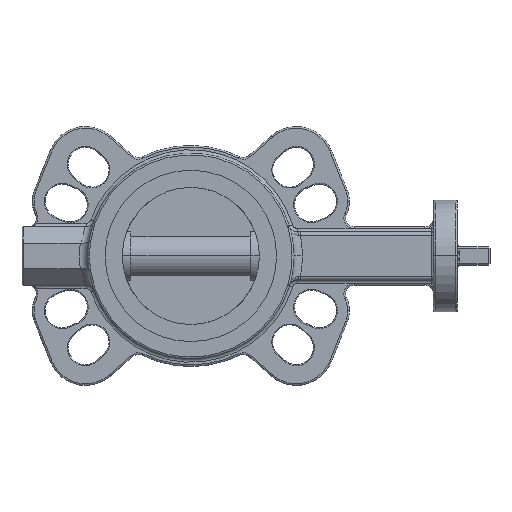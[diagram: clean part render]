
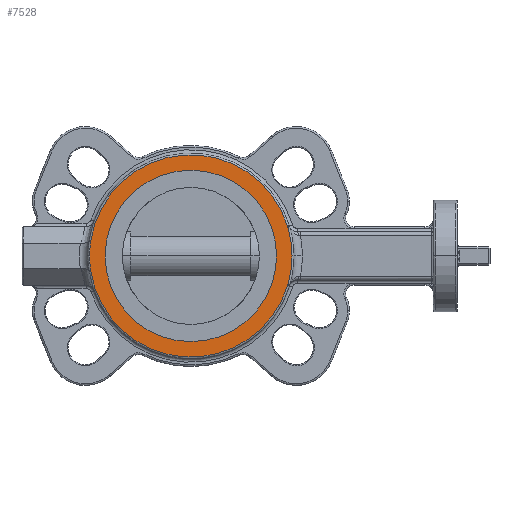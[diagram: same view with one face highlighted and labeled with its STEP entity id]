
A CAD part, top view. The second image highlights one B-rep face of the part: STEP entity #7528.
In plain terms, the highlighted planar face has unit normal (0, 0, 1).
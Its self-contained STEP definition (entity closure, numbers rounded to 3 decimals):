
#253 = B_SPLINE_CURVE_WITH_KNOTS ( 'NONE', 3,
 ( #15123, #2151, #2238, #15040 ),
 .UNSPECIFIED., .F., .F.,
 ( 4, 4 ),
 ( 0., 0. ),
 .UNSPECIFIED. ) ;
#295 = B_SPLINE_CURVE_WITH_KNOTS ( 'NONE', 3,
 ( #12640, #5942, #16321, #8697 ),
 .UNSPECIFIED., .F., .F.,
 ( 4, 4 ),
 ( 0., 0.001 ),
 .UNSPECIFIED. ) ;
#458 = CARTESIAN_POINT ( 'NONE',  ( 56.423, -17.246, 22.5 ) ) ;
#696 = AXIS2_PLACEMENT_3D ( 'NONE', #12043, #13440, #4269 ) ;
#795 = EDGE_CURVE ( 'NONE', #10637, #12543, #3913, .T. ) ;
#853 = DIRECTION ( 'NONE',  ( 0., 0., 1. ) ) ;
#1022 = EDGE_CURVE ( 'NONE', #15125, #10748, #10005, .T. ) ;
#1235 = CARTESIAN_POINT ( 'NONE',  ( -58.407, 8.49, 22.5 ) ) ;
#1387 = ORIENTED_EDGE ( 'NONE', *, *, #3358, .T. ) ;
#1514 = AXIS2_PLACEMENT_3D ( 'NONE', #4736, #14942, #15105 ) ;
#1584 = CARTESIAN_POINT ( 'NONE',  ( 56.604, 16.715, 22.5 ) ) ;
#2151 = CARTESIAN_POINT ( 'NONE',  ( 56.573, -16.814, 22.5 ) ) ;
#2207 = VERTEX_POINT ( 'NONE', #9628 ) ;
#2238 = CARTESIAN_POINT ( 'NONE',  ( 56.59, -16.765, 22.5 ) ) ;
#2620 = DIRECTION ( 'NONE',  ( 0., 0., 1. ) ) ;
#2801 = VERTEX_POINT ( 'NONE', #14838 ) ;
#2852 = CARTESIAN_POINT ( 'NONE',  ( -58.407, -8.49, 22.5 ) ) ;
#3358 = EDGE_CURVE ( 'NONE', #13670, #7290, #5667, .T. ) ;
#3399 = CARTESIAN_POINT ( 'NONE',  ( 0., 0., 22.5 ) ) ;
#3448 = CARTESIAN_POINT ( 'NONE',  ( 0., 50., 22.5 ) ) ;
#3480 = DIRECTION ( 'NONE',  ( 1., 0., 0. ) ) ;
#3501 = CARTESIAN_POINT ( 'NONE',  ( 0., 0., 22.5 ) ) ;
#3528 = FACE_OUTER_BOUND ( 'NONE', #8130, .T. ) ;
#3585 = DIRECTION ( 'NONE',  ( 0., 0., -1. ) ) ;
#3776 = CARTESIAN_POINT ( 'NONE',  ( 0., 0., 22.5 ) ) ;
#3913 = CIRCLE ( 'NONE', #1514, 59. ) ;
#3982 = CIRCLE ( 'NONE', #8772, 50. ) ;
#4244 = AXIS2_PLACEMENT_3D ( 'NONE', #3448, #853, #8630 ) ;
#4269 = DIRECTION ( 'NONE',  ( 1., 0., 0. ) ) ;
#4400 = ORIENTED_EDGE ( 'NONE', *, *, #5750, .T. ) ;
#4475 = VERTEX_POINT ( 'NONE', #5133 ) ;
#4668 = CARTESIAN_POINT ( 'NONE',  ( 50., 0., 22.5 ) ) ;
#4736 = CARTESIAN_POINT ( 'NONE',  ( 0., 0., 22.5 ) ) ;
#4862 = ORIENTED_EDGE ( 'NONE', *, *, #795, .T. ) ;
#4931 = EDGE_CURVE ( 'NONE', #2207, #7780, #7911, .T. ) ;
#5133 = CARTESIAN_POINT ( 'NONE',  ( -50., 0., 22.5 ) ) ;
#5352 = CARTESIAN_POINT ( 'NONE',  ( 56.555, 16.863, 22.5 ) ) ;
#5429 = AXIS2_PLACEMENT_3D ( 'NONE', #3776, #11396, #11307 ) ;
#5482 = AXIS2_PLACEMENT_3D ( 'NONE', #16119, #8591, #15210 ) ;
#5637 = DIRECTION ( 'NONE',  ( 1., 0., 0. ) ) ;
#5667 = CIRCLE ( 'NONE', #9662, 59.021 ) ;
#5676 = CIRCLE ( 'NONE', #6204, 59.021 ) ;
#5750 = EDGE_CURVE ( 'NONE', #11784, #10637, #295, .T. ) ;
#5942 = CARTESIAN_POINT ( 'NONE',  ( -58.362, -8.706, 22.5 ) ) ;
#6026 = ORIENTED_EDGE ( 'NONE', *, *, #1022, .T. ) ;
#6106 = VERTEX_POINT ( 'NONE', #4668 ) ;
#6204 = AXIS2_PLACEMENT_3D ( 'NONE', #11993, #14255, #5637 ) ;
#6240 = CARTESIAN_POINT ( 'NONE',  ( -58.322, 8.923, 22.5 ) ) ;
#6437 = CARTESIAN_POINT ( 'NONE',  ( 56.59, 16.765, 22.5 ) ) ;
#6460 = EDGE_CURVE ( 'NONE', #7780, #15125, #8474, .T. ) ;
#6506 = EDGE_LOOP ( 'NONE', ( #9432, #6745 ) ) ;
#6745 = ORIENTED_EDGE ( 'NONE', *, *, #14310, .T. ) ;
#7290 = VERTEX_POINT ( 'NONE', #9870 ) ;
#7332 = EDGE_CURVE ( 'NONE', #4475, #6106, #3982, .T. ) ;
#7388 = EDGE_CURVE ( 'NONE', #7290, #2207, #10442, .T. ) ;
#7413 = ORIENTED_EDGE ( 'NONE', *, *, #9753, .T. ) ;
#7528 = ADVANCED_FACE ( 'NONE', ( #3528, #8709 ), #13553, .T. ) ;
#7780 = VERTEX_POINT ( 'NONE', #16397 ) ;
#7911 = CIRCLE ( 'NONE', #696, 6. ) ;
#8130 = EDGE_LOOP ( 'NONE', ( #8846, #12062, #6026, #13139, #7413, #4400, #4862, #9173, #9008, #1387, #8935 ) ) ;
#8453 = CARTESIAN_POINT ( 'NONE',  ( 56.604, -16.715, 22.5 ) ) ;
#8474 = CIRCLE ( 'NONE', #14894, 59. ) ;
#8558 = DIRECTION ( 'NONE',  ( 0., 0., -1. ) ) ;
#8591 = DIRECTION ( 'NONE',  ( 0., 0., 1. ) ) ;
#8600 = DIRECTION ( 'NONE',  ( -1., 0., 0. ) ) ;
#8630 = DIRECTION ( 'NONE',  ( 1., 0., 0. ) ) ;
#8676 = CIRCLE ( 'NONE', #5482, 59.021 ) ;
#8697 = CARTESIAN_POINT ( 'NONE',  ( -58.288, -9.141, 22.5 ) ) ;
#8709 = FACE_BOUND ( 'NONE', #6506, .T. ) ;
#8772 = AXIS2_PLACEMENT_3D ( 'NONE', #3501, #3585, #8600 ) ;
#8820 = CARTESIAN_POINT ( 'NONE',  ( -58.362, 8.706, 22.5 ) ) ;
#8822 = EDGE_CURVE ( 'NONE', #12885, #13670, #253, .T. ) ;
#8843 = CARTESIAN_POINT ( 'NONE',  ( -58.407, 8.49, 22.5 ) ) ;
#8846 = ORIENTED_EDGE ( 'NONE', *, *, #4931, .T. ) ;
#8935 = ORIENTED_EDGE ( 'NONE', *, *, #7388, .T. ) ;
#9008 = ORIENTED_EDGE ( 'NONE', *, *, #8822, .T. ) ;
#9173 = ORIENTED_EDGE ( 'NONE', *, *, #13883, .T. ) ;
#9432 = ORIENTED_EDGE ( 'NONE', *, *, #7332, .T. ) ;
#9569 = DIRECTION ( 'NONE',  ( 1., 0., 0. ) ) ;
#9628 = CARTESIAN_POINT ( 'NONE',  ( 56.555, 16.863, 22.5 ) ) ;
#9646 = CARTESIAN_POINT ( 'NONE',  ( 62.161, -19., 22.5 ) ) ;
#9662 = AXIS2_PLACEMENT_3D ( 'NONE', #12727, #2620, #11134 ) ;
#9753 = EDGE_CURVE ( 'NONE', #2801, #11784, #8676, .T. ) ;
#9870 = CARTESIAN_POINT ( 'NONE',  ( 56.604, 16.715, 22.5 ) ) ;
#10005 = B_SPLINE_CURVE_WITH_KNOTS ( 'NONE', 3,
 ( #12591, #6240, #8820, #1235 ),
 .UNSPECIFIED., .F., .F.,
 ( 4, 4 ),
 ( 0., 0.001 ),
 .UNSPECIFIED. ) ;
#10442 = B_SPLINE_CURVE_WITH_KNOTS ( 'NONE', 3,
 ( #1584, #6437, #14211, #5352 ),
 .UNSPECIFIED., .F., .F.,
 ( 4, 4 ),
 ( 0., 0. ),
 .UNSPECIFIED. ) ;
#10637 = VERTEX_POINT ( 'NONE', #11018 ) ;
#10748 = VERTEX_POINT ( 'NONE', #8843 ) ;
#11018 = CARTESIAN_POINT ( 'NONE',  ( -58.288, -9.141, 22.5 ) ) ;
#11134 = DIRECTION ( 'NONE',  ( 1., 0., 0. ) ) ;
#11307 = DIRECTION ( 'NONE',  ( -1., 0., 0. ) ) ;
#11396 = DIRECTION ( 'NONE',  ( 0., 0., -1. ) ) ;
#11586 = CARTESIAN_POINT ( 'NONE',  ( -58.288, 9.141, 22.5 ) ) ;
#11784 = VERTEX_POINT ( 'NONE', #2852 ) ;
#11993 = CARTESIAN_POINT ( 'NONE',  ( 0., 0., 22.5 ) ) ;
#12043 = CARTESIAN_POINT ( 'NONE',  ( 62.161, 19., 22.5 ) ) ;
#12062 = ORIENTED_EDGE ( 'NONE', *, *, #6460, .T. ) ;
#12341 = DIRECTION ( 'NONE',  ( 0., 0., 1. ) ) ;
#12543 = VERTEX_POINT ( 'NONE', #458 ) ;
#12591 = CARTESIAN_POINT ( 'NONE',  ( -58.288, 9.141, 22.5 ) ) ;
#12640 = CARTESIAN_POINT ( 'NONE',  ( -58.407, -8.49, 22.5 ) ) ;
#12727 = CARTESIAN_POINT ( 'NONE',  ( 0., 0., 22.5 ) ) ;
#12885 = VERTEX_POINT ( 'NONE', #12983 ) ;
#12983 = CARTESIAN_POINT ( 'NONE',  ( 56.555, -16.863, 22.5 ) ) ;
#13139 = ORIENTED_EDGE ( 'NONE', *, *, #14046, .T. ) ;
#13440 = DIRECTION ( 'NONE',  ( 0., 0., -1. ) ) ;
#13553 = PLANE ( 'NONE',  #4244 ) ;
#13670 = VERTEX_POINT ( 'NONE', #8453 ) ;
#13883 = EDGE_CURVE ( 'NONE', #12543, #12885, #15818, .T. ) ;
#14046 = EDGE_CURVE ( 'NONE', #10748, #2801, #5676, .T. ) ;
#14211 = CARTESIAN_POINT ( 'NONE',  ( 56.573, 16.814, 22.5 ) ) ;
#14255 = DIRECTION ( 'NONE',  ( 0., 0., 1. ) ) ;
#14310 = EDGE_CURVE ( 'NONE', #6106, #4475, #15313, .T. ) ;
#14838 = CARTESIAN_POINT ( 'NONE',  ( -59.021, 0., 22.5 ) ) ;
#14894 = AXIS2_PLACEMENT_3D ( 'NONE', #3399, #12341, #3480 ) ;
#14942 = DIRECTION ( 'NONE',  ( 0., 0., 1. ) ) ;
#15040 = CARTESIAN_POINT ( 'NONE',  ( 56.604, -16.715, 22.5 ) ) ;
#15105 = DIRECTION ( 'NONE',  ( 1., 0., 0. ) ) ;
#15123 = CARTESIAN_POINT ( 'NONE',  ( 56.555, -16.863, 22.5 ) ) ;
#15125 = VERTEX_POINT ( 'NONE', #11586 ) ;
#15210 = DIRECTION ( 'NONE',  ( 1., 0., 0. ) ) ;
#15313 = CIRCLE ( 'NONE', #5429, 50. ) ;
#15818 = CIRCLE ( 'NONE', #16078, 6. ) ;
#16078 = AXIS2_PLACEMENT_3D ( 'NONE', #9646, #8558, #9569 ) ;
#16119 = CARTESIAN_POINT ( 'NONE',  ( 0., 0., 22.5 ) ) ;
#16321 = CARTESIAN_POINT ( 'NONE',  ( -58.322, -8.923, 22.5 ) ) ;
#16397 = CARTESIAN_POINT ( 'NONE',  ( 56.423, 17.246, 22.5 ) ) ;
